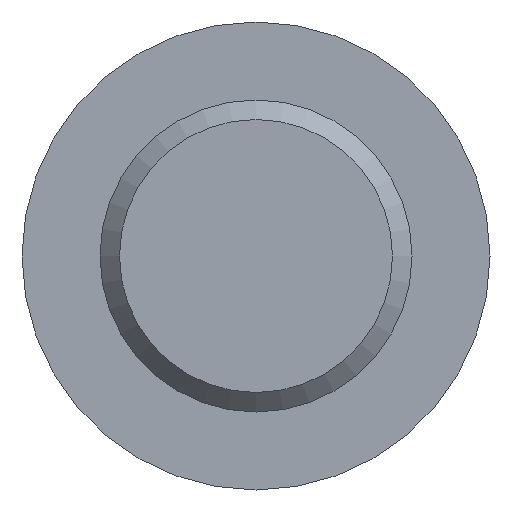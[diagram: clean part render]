
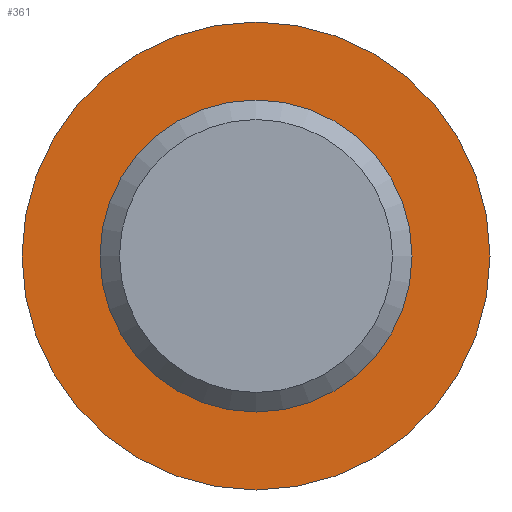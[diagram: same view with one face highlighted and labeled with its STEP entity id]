
A CAD part, front view. The second image highlights one B-rep face of the part: STEP entity #361.
In plain terms, the highlighted planar face has unit normal (0, -1, 0).
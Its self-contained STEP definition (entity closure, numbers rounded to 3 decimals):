
#11 = DIRECTION ( 'NONE',  ( 0., -1., 0. ) ) ;
#22 = EDGE_CURVE ( 'NONE', #80, #80, #112, .T. ) ;
#26 = DIRECTION ( 'NONE',  ( 0., 1., 0. ) ) ;
#32 = AXIS2_PLACEMENT_3D ( 'NONE', #199, #26, #413 ) ;
#80 = VERTEX_POINT ( 'NONE', #251 ) ;
#81 = DIRECTION ( 'NONE',  ( 0., 0., -1. ) ) ;
#104 = CIRCLE ( 'NONE', #365, 12. ) ;
#112 = CIRCLE ( 'NONE', #398, 8. ) ;
#152 = FACE_BOUND ( 'NONE', #348, .T. ) ;
#199 = CARTESIAN_POINT ( 'NONE',  ( -8., 40., 0. ) ) ;
#207 = CARTESIAN_POINT ( 'NONE',  ( 0., 40., 0. ) ) ;
#251 = CARTESIAN_POINT ( 'NONE',  ( 0., 40., -8. ) ) ;
#277 = FACE_OUTER_BOUND ( 'NONE', #485, .T. ) ;
#338 = VERTEX_POINT ( 'NONE', #367 ) ;
#348 = EDGE_LOOP ( 'NONE', ( #424 ) ) ;
#361 = ADVANCED_FACE ( 'NONE', ( #152, #277 ), #441, .F. ) ;
#365 = AXIS2_PLACEMENT_3D ( 'NONE', #456, #11, #503 ) ;
#367 = CARTESIAN_POINT ( 'NONE',  ( 0., 40., -12. ) ) ;
#398 = AXIS2_PLACEMENT_3D ( 'NONE', #207, #453, #81 ) ;
#413 = DIRECTION ( 'NONE',  ( 0., 0., 1. ) ) ;
#424 = ORIENTED_EDGE ( 'NONE', *, *, #22, .F. ) ;
#441 = PLANE ( 'NONE',  #32 ) ;
#453 = DIRECTION ( 'NONE',  ( 0., -1., 0. ) ) ;
#456 = CARTESIAN_POINT ( 'NONE',  ( 0., 40., 0. ) ) ;
#485 = EDGE_LOOP ( 'NONE', ( #514 ) ) ;
#503 = DIRECTION ( 'NONE',  ( 0., 0., -1. ) ) ;
#505 = EDGE_CURVE ( 'NONE', #338, #338, #104, .T. ) ;
#514 = ORIENTED_EDGE ( 'NONE', *, *, #505, .T. ) ;
